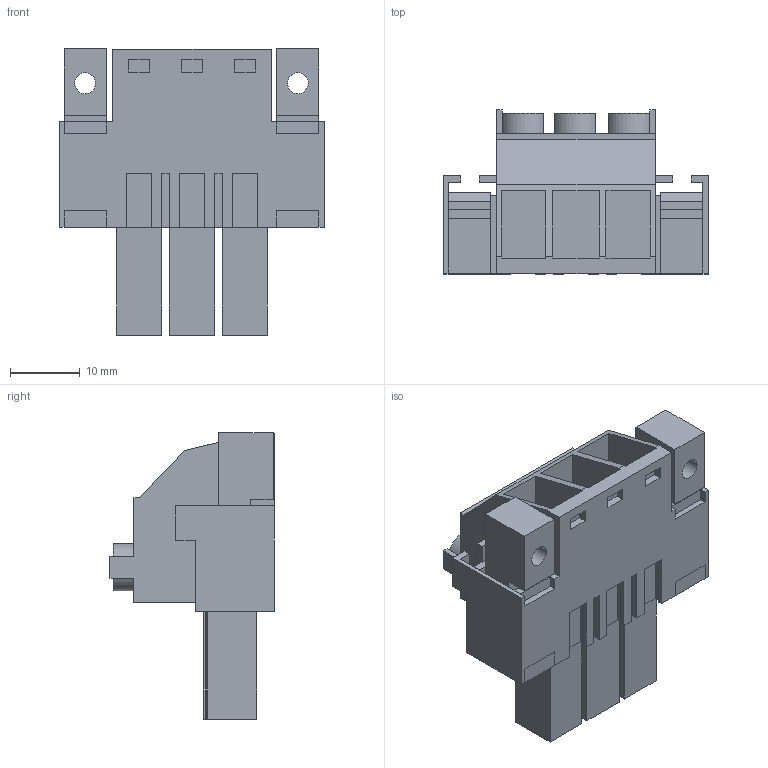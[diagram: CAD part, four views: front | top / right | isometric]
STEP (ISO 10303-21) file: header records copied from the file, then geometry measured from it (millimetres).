
FILE_DESCRIPTION(('CATIA V5 STEP Exchange','CAx-IF Rec.Pracs.--- Model Styling and Organization---1.4--- 2014-01-23'),'2;1');
FILE_NAME ('D1459315_1_1929640000_1929640000.stp','2023-05-02T08:49:25+00:00',('none'),('Weidmueller'),'CATIA Version 5-6 Release 2016 SP3 HF44','CATIA V5 STEP AP214','none');
FILE_SCHEMA(('AUTOMOTIVE_DESIGN { 1 0 10303 214 1 1 1 1 }'));
Length unit declared in the file: millimetre
Products named in the file (1): 1929640000
Bounding box: 38.1 x 23.6 x 41.2 mm (x, y, z)
Volume: 12888.6 mm3; surface area: 10908.6 mm2
Topology: 6 solids, 6 shells, 417 faces, 1145 edges, 762 vertices
Faces by surface type: plane 373, cylinder 38, extrusion 6
Entity records: 12928 total; most frequent: CARTESIAN_POINT 2555, ORIENTED_EDGE 2290, DIRECTION 1769, EDGE_CURVE 1145, VECTOR 1063, LINE 1057, VERTEX_POINT 762, EDGE_LOOP 459
